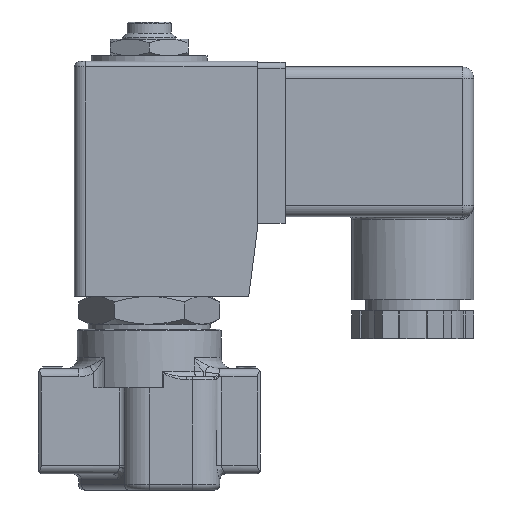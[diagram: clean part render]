
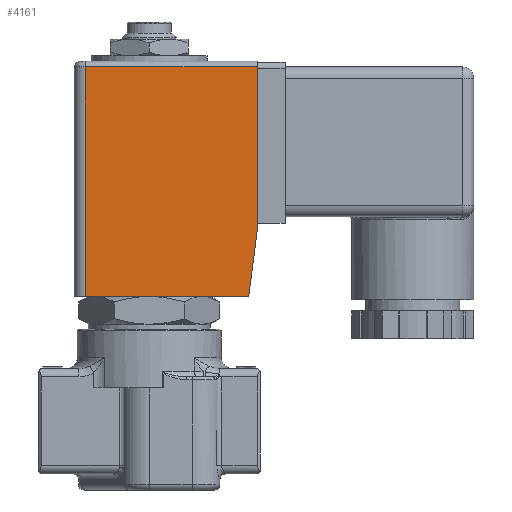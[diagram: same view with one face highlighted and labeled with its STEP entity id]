
A CAD part, left-side view. The second image highlights one B-rep face of the part: STEP entity #4161.
In plain terms, the highlighted planar face has unit normal (-1, 0, 0).
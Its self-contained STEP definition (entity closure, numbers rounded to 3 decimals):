
#437=FACE_OUTER_BOUND('',#714,.T.);
#714=EDGE_LOOP('',(#3045,#3046,#3047,#3048,#3049));
#1036=LINE('',#6358,#1318);
#1057=LINE('',#6431,#1339);
#1058=LINE('',#6434,#1340);
#1059=LINE('',#6436,#1341);
#1060=LINE('',#6437,#1342);
#1318=VECTOR('',#5088,29.427);
#1339=VECTOR('',#5153,12.197);
#1340=VECTOR('',#5156,29.305);
#1341=VECTOR('',#5157,31.);
#1342=VECTOR('',#5158,41.4);
#1775=VERTEX_POINT('',#6355);
#1776=VERTEX_POINT('',#6357);
#1806=VERTEX_POINT('',#6429);
#1807=VERTEX_POINT('',#6433);
#1808=VERTEX_POINT('',#6435);
#2220=EDGE_CURVE('',#1776,#1775,#1036,.T.);
#2256=EDGE_CURVE('',#1775,#1806,#1057,.T.);
#2257=EDGE_CURVE('',#1806,#1807,#1058,.T.);
#2258=EDGE_CURVE('',#1808,#1807,#1059,.T.);
#2259=EDGE_CURVE('',#1776,#1808,#1060,.T.);
#3045=ORIENTED_EDGE('',*,*,#2256,.T.);
#3046=ORIENTED_EDGE('',*,*,#2257,.T.);
#3047=ORIENTED_EDGE('',*,*,#2258,.F.);
#3048=ORIENTED_EDGE('',*,*,#2259,.F.);
#3049=ORIENTED_EDGE('',*,*,#2220,.T.);
#4030=PLANE('',#4483);
#4161=ADVANCED_FACE('',(#437),#4030,.T.);
#4483=AXIS2_PLACEMENT_3D('',#6432,#5154,#5155);
#5088=DIRECTION('',(0.,-1.,0.));
#5153=DIRECTION('',(0.,-0.129,0.992));
#5154=DIRECTION('center_axis',(-1.,0.,0.));
#5155=DIRECTION('ref_axis',(0.,0.,1.));
#5156=DIRECTION('',(0.,0.,1.));
#5157=DIRECTION('',(0.,-1.,0.));
#5158=DIRECTION('',(0.,0.,1.));
#6355=CARTESIAN_POINT('',(-16.12,-17.927,20.4));
#6357=CARTESIAN_POINT('',(-16.12,11.5,20.4));
#6358=CARTESIAN_POINT('',(-16.12,13.5,20.4));
#6429=CARTESIAN_POINT('',(-16.12,-19.5,32.495));
#6431=CARTESIAN_POINT('',(-16.12,-18.789,27.029));
#6432=CARTESIAN_POINT('Origin',(-16.12,-19.5,20.4));
#6433=CARTESIAN_POINT('',(-16.12,-19.5,61.8));
#6434=CARTESIAN_POINT('',(-16.12,-19.5,20.4));
#6435=CARTESIAN_POINT('',(-16.12,11.5,61.8));
#6436=CARTESIAN_POINT('',(-16.12,-11.25,61.8));
#6437=CARTESIAN_POINT('',(-16.12,11.5,20.4));
